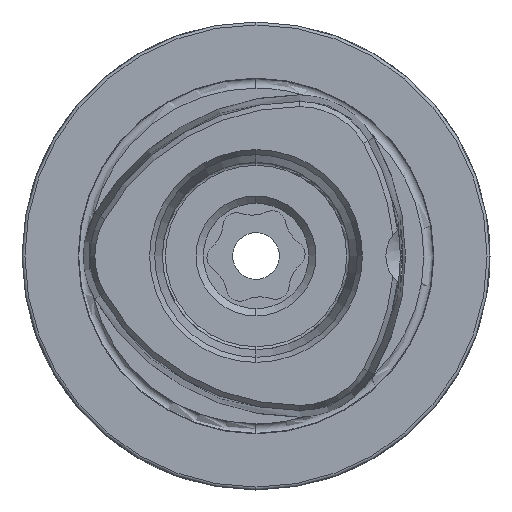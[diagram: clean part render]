
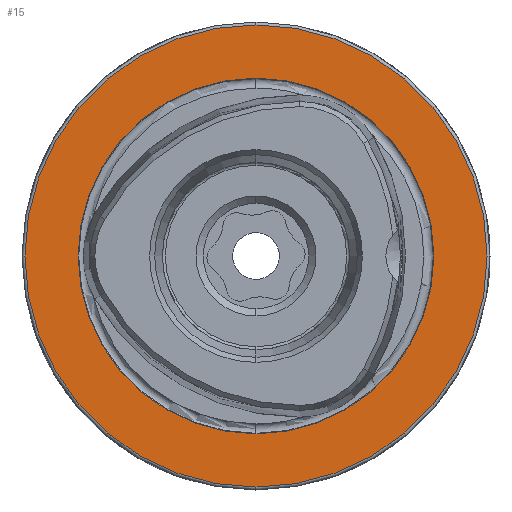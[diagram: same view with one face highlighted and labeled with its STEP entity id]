
A CAD part, left-side view. The second image highlights one B-rep face of the part: STEP entity #15.
In plain terms, the highlighted planar face has unit normal (-1, 0, 0).
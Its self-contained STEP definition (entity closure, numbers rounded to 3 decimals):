
#15 = ADVANCED_FACE ( 'NONE', ( #6466, #2477 ), #1326, .F. ) ;
#269 = AXIS2_PLACEMENT_3D ( 'NONE', #2934, #5213, #6765 ) ;
#699 = DIRECTION ( 'NONE',  ( 0., 0., -1. ) ) ;
#883 = VERTEX_POINT ( 'NONE', #5280 ) ;
#1202 = CARTESIAN_POINT ( 'NONE',  ( 0., 0., 30.4 ) ) ;
#1298 = VERTEX_POINT ( 'NONE', #1202 ) ;
#1326 = PLANE ( 'NONE',  #3944 ) ;
#1471 = ORIENTED_EDGE ( 'NONE', *, *, #3866, .F. ) ;
#1551 = DIRECTION ( 'NONE',  ( -1., 0., 0. ) ) ;
#1723 = CIRCLE ( 'NONE', #269, 39.5 ) ;
#1824 = DIRECTION ( 'NONE',  ( 1., 0., 0. ) ) ;
#2069 = DIRECTION ( 'NONE',  ( 0., 0., 1. ) ) ;
#2143 = EDGE_CURVE ( 'NONE', #3135, #1298, #6769, .T. ) ;
#2156 = VERTEX_POINT ( 'NONE', #7141 ) ;
#2188 = DIRECTION ( 'NONE',  ( 0., 0., 1. ) ) ;
#2250 = EDGE_LOOP ( 'NONE', ( #1471, #3128 ) ) ;
#2477 = FACE_OUTER_BOUND ( 'NONE', #7393, .T. ) ;
#2917 = CARTESIAN_POINT ( 'NONE',  ( 0., 0., -30.4 ) ) ;
#2934 = CARTESIAN_POINT ( 'NONE',  ( 0., 0., 0. ) ) ;
#3128 = ORIENTED_EDGE ( 'NONE', *, *, #2143, .F. ) ;
#3135 = VERTEX_POINT ( 'NONE', #2917 ) ;
#3516 = CIRCLE ( 'NONE', #4582, 30.4 ) ;
#3544 = AXIS2_PLACEMENT_3D ( 'NONE', #4397, #4986, #2069 ) ;
#3866 = EDGE_CURVE ( 'NONE', #1298, #3135, #3516, .T. ) ;
#3944 = AXIS2_PLACEMENT_3D ( 'NONE', #6939, #1824, #699 ) ;
#3968 = DIRECTION ( 'NONE',  ( -1., 0., 0. ) ) ;
#4059 = ORIENTED_EDGE ( 'NONE', *, *, #5514, .T. ) ;
#4397 = CARTESIAN_POINT ( 'NONE',  ( 0., 0., 0. ) ) ;
#4582 = AXIS2_PLACEMENT_3D ( 'NONE', #6086, #1551, #2188 ) ;
#4616 = EDGE_CURVE ( 'NONE', #883, #2156, #1723, .T. ) ;
#4638 = DIRECTION ( 'NONE',  ( 0., 0., 1. ) ) ;
#4806 = ORIENTED_EDGE ( 'NONE', *, *, #4616, .T. ) ;
#4986 = DIRECTION ( 'NONE',  ( -1., 0., 0. ) ) ;
#5213 = DIRECTION ( 'NONE',  ( -1., 0., 0. ) ) ;
#5280 = CARTESIAN_POINT ( 'NONE',  ( 0., 0., 39.5 ) ) ;
#5514 = EDGE_CURVE ( 'NONE', #2156, #883, #6531, .T. ) ;
#5823 = AXIS2_PLACEMENT_3D ( 'NONE', #6173, #3968, #4638 ) ;
#6086 = CARTESIAN_POINT ( 'NONE',  ( 0., 0., 0. ) ) ;
#6173 = CARTESIAN_POINT ( 'NONE',  ( 0., 0., 0. ) ) ;
#6466 = FACE_BOUND ( 'NONE', #2250, .T. ) ;
#6531 = CIRCLE ( 'NONE', #3544, 39.5 ) ;
#6765 = DIRECTION ( 'NONE',  ( 0., 0., 1. ) ) ;
#6769 = CIRCLE ( 'NONE', #5823, 30.4 ) ;
#6939 = CARTESIAN_POINT ( 'NONE',  ( 0., 30.4, 0. ) ) ;
#7141 = CARTESIAN_POINT ( 'NONE',  ( 0., 0., -39.5 ) ) ;
#7393 = EDGE_LOOP ( 'NONE', ( #4806, #4059 ) ) ;
